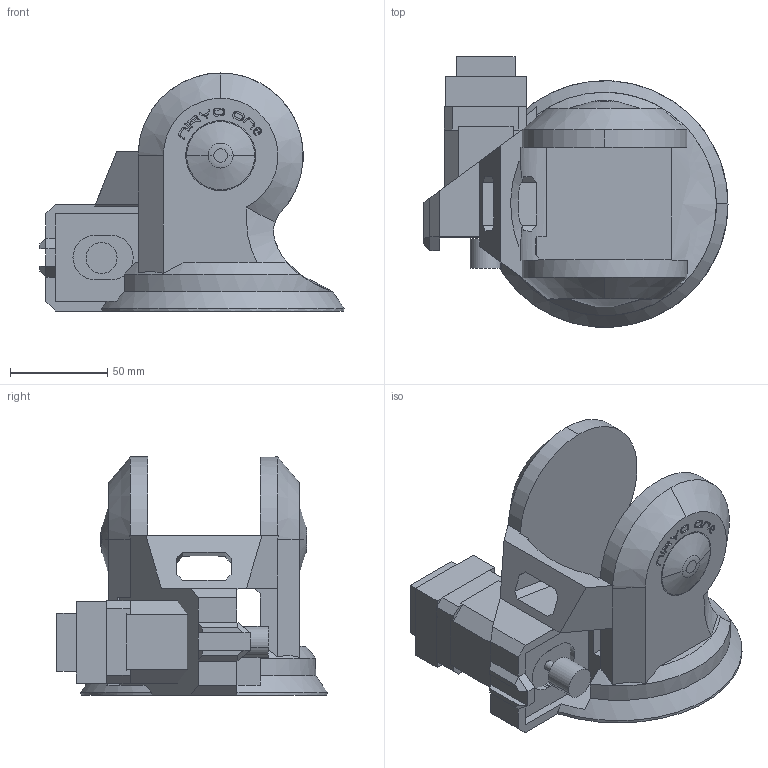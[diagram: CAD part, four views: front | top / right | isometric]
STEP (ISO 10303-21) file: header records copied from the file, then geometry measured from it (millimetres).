
FILE_DESCRIPTION (( 'STEP AP214' ), '1' );
FILE_NAME ('2-Shoulder_NiryoOne_V2.0.STEP', '2018-09-08T15:19:45', ( '' ), ( '' ), 'SwSTEP 2.0', 'SolidWorks 2015', '' );
FILE_SCHEMA (( 'AUTOMOTIVE_DESIGN' ));
Length unit declared in the file: millimetre
Products named in the file (1): 2-Shoulder_NiryoOne_V2.0
Bounding box: 156.5 x 139.12 x 122.5 mm (x, y, z)
Surface area: 100782 mm2 (no closed solid volume)
Topology: 0 solids, 14 shells, 331 faces, 1034 edges, 704 vertices
Faces by surface type: plane 166, bspline 125, cylinder 25, cone 11, torus 4
Entity records: 21563 total; most frequent: CARTESIAN_POINT 9867, ORIENTED_EDGE 1800, DIRECTION 1188, EDGE_CURVE 1034, VERTEX_POINT 704, LINE 610, VECTOR 610, EDGE_LOOP 354
